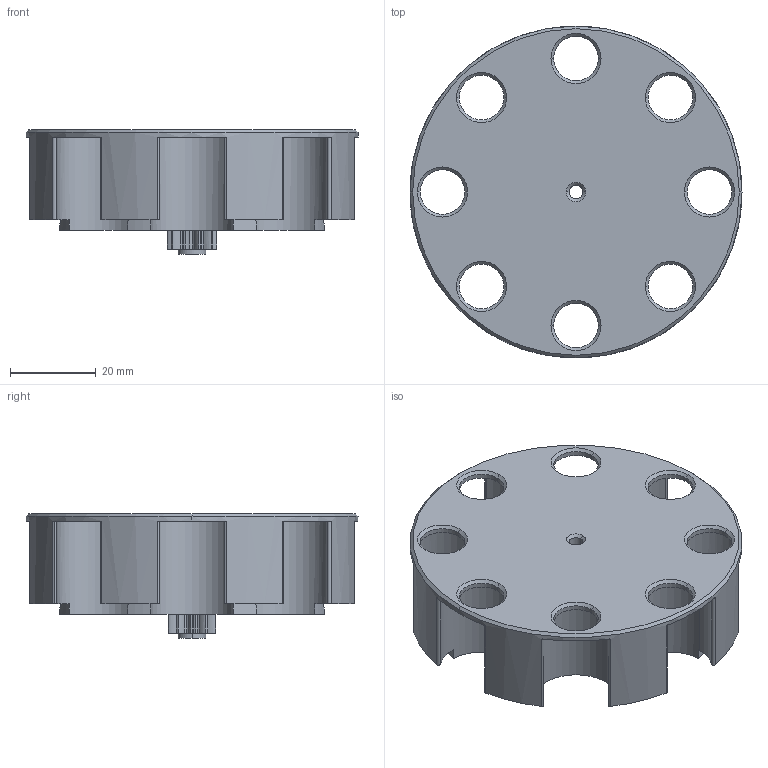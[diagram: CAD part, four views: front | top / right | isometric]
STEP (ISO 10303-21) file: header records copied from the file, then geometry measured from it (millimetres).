
FILE_DESCRIPTION (( 'STEP AP203' ), '1' );
FILE_NAME ('flywheel_and_gear.STEP', '2022-09-08T04:53:16', ( '' ), ( '' ), 'SwSTEP 2.0', 'SolidWorks 2011', '' );
FILE_SCHEMA (( 'CONFIG_CONTROL_DESIGN' ));
Length unit declared in the file: inch
Products named in the file (1): flywheel_and_gear
Bounding box: 77.47 x 77.47 x 29.04 mm (x, y, z)
Volume: 53889.3 mm3; surface area: 21431.1 mm2
Topology: 1 solids, 1 shells, 169 faces, 476 edges, 312 vertices
Faces by surface type: cylinder 96, cone 30, plane 23, bspline 20
Entity records: 5787 total; most frequent: CARTESIAN_POINT 1294, DIRECTION 974, ORIENTED_EDGE 952, EDGE_CURVE 476, AXIS2_PLACEMENT_3D 412, VERTEX_POINT 312, CIRCLE 262, EDGE_LOOP 190
